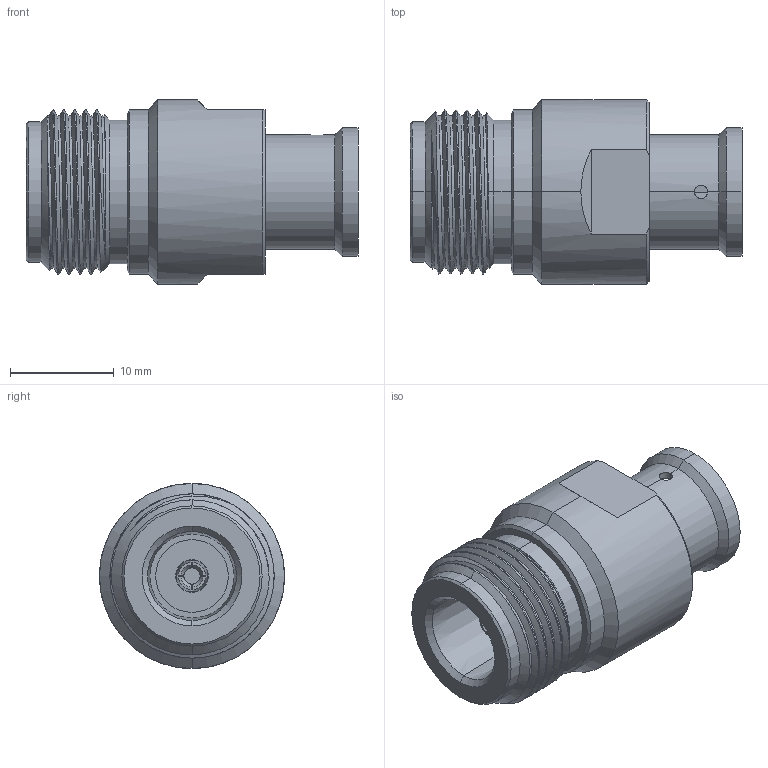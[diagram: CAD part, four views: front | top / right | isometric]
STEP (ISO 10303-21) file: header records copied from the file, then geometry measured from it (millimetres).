
FILE_DESCRIPTION (( 'STEP AP214' ), '1' );
FILE_NAME ('TC-SPP375-NF-LP.step', '2021-05-04T14:32:22', ( '' ), ( '' ), 'SwSTEP 2.0', 'SolidWorks 2020', '' );
FILE_SCHEMA (( 'AUTOMOTIVE_DESIGN' ));
Length unit declared in the file: inch
Products named in the file (1): TC-SPP375-NF-LP
Bounding box: 32 x 17.83 x 17.83 mm (x, y, z)
Volume: 4257.2 mm3; surface area: 3395 mm2
Topology: 3 solids, 3 shells, 118 faces, 291 edges, 182 vertices
Faces by surface type: cylinder 52, cone 33, plane 30, bspline 3
Entity records: 5907 total; most frequent: CARTESIAN_POINT 3191, ORIENTED_EDGE 578, DIRECTION 528, EDGE_CURVE 289, AXIS2_PLACEMENT_3D 215, VERTEX_POINT 182, EDGE_LOOP 131, ADVANCED_FACE 118
